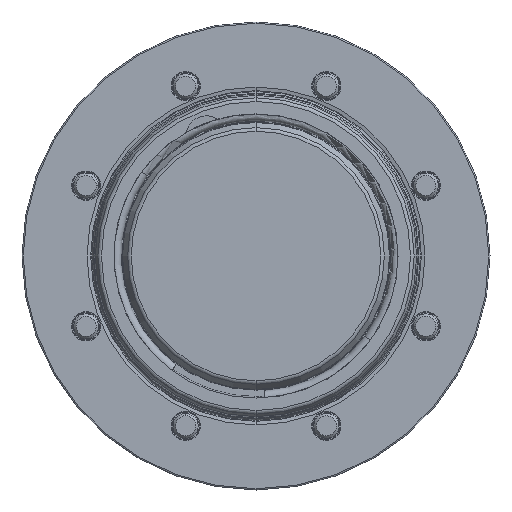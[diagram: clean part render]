
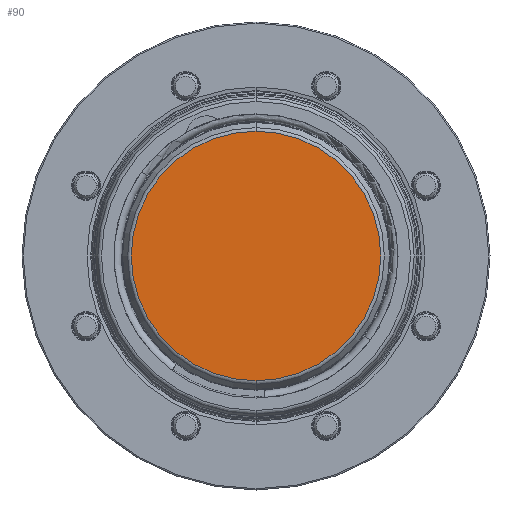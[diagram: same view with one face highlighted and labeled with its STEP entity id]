
A CAD part, front view. The second image highlights one B-rep face of the part: STEP entity #90.
In plain terms, the highlighted planar face has unit normal (0, -1, 0).
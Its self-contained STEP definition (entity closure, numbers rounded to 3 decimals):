
#90 = ADVANCED_FACE ( 'NONE', ( #9991 ), #4747, .F. ) ;
#618 = DIRECTION ( 'NONE',  ( 0., 1., 0. ) ) ;
#759 = ORIENTED_EDGE ( 'NONE', *, *, #4319, .F. ) ;
#1143 = AXIS2_PLACEMENT_3D ( 'NONE', #9172, #4206, #1212 ) ;
#1212 = DIRECTION ( 'NONE',  ( 0., 0., 1. ) ) ;
#2207 = CARTESIAN_POINT ( 'NONE',  ( 0., -43.6, 29.859 ) ) ;
#4206 = DIRECTION ( 'NONE',  ( 0., 1., 0. ) ) ;
#4319 = EDGE_CURVE ( 'NONE', #9135, #6632, #4470, .T. ) ;
#4372 = AXIS2_PLACEMENT_3D ( 'NONE', #4708, #618, #10539 ) ;
#4470 = CIRCLE ( 'NONE', #5003, 29.859 ) ;
#4547 = CARTESIAN_POINT ( 'NONE',  ( 0., -43.6, -29.859 ) ) ;
#4708 = CARTESIAN_POINT ( 'NONE',  ( 29.859, -43.6, 0. ) ) ;
#4747 = PLANE ( 'NONE',  #4372 ) ;
#5003 = AXIS2_PLACEMENT_3D ( 'NONE', #7140, #6335, #5540 ) ;
#5540 = DIRECTION ( 'NONE',  ( 0., 0., 1. ) ) ;
#6113 = CIRCLE ( 'NONE', #1143, 29.859 ) ;
#6335 = DIRECTION ( 'NONE',  ( 0., 1., 0. ) ) ;
#6632 = VERTEX_POINT ( 'NONE', #4547 ) ;
#7088 = EDGE_LOOP ( 'NONE', ( #759, #10170 ) ) ;
#7140 = CARTESIAN_POINT ( 'NONE',  ( 0., -43.6, 0. ) ) ;
#7224 = EDGE_CURVE ( 'NONE', #6632, #9135, #6113, .T. ) ;
#9135 = VERTEX_POINT ( 'NONE', #2207 ) ;
#9172 = CARTESIAN_POINT ( 'NONE',  ( 0., -43.6, 0. ) ) ;
#9991 = FACE_OUTER_BOUND ( 'NONE', #7088, .T. ) ;
#10170 = ORIENTED_EDGE ( 'NONE', *, *, #7224, .F. ) ;
#10539 = DIRECTION ( 'NONE',  ( 0., 0., 1. ) ) ;
